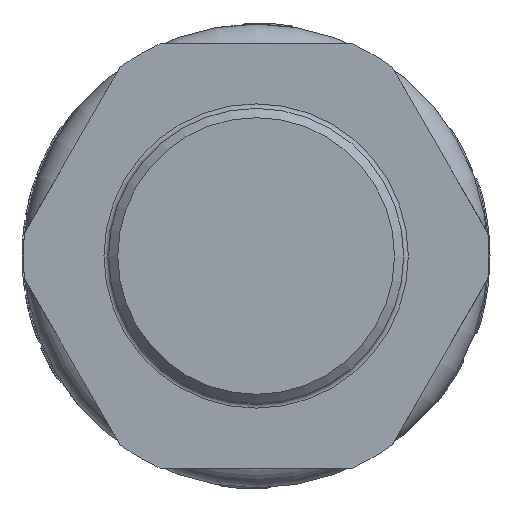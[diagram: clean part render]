
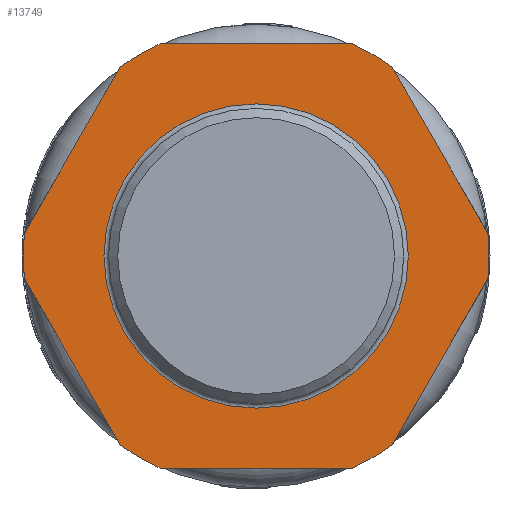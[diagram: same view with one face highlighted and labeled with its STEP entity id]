
A CAD part, left-side view. The second image highlights one B-rep face of the part: STEP entity #13749.
In plain terms, the highlighted planar face has unit normal (-1, 0, 0).
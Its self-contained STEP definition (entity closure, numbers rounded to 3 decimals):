
#1043=LINE('',#28453,#1583);
#1046=LINE('',#28483,#1586);
#1049=LINE('',#28513,#1589);
#1052=LINE('',#28543,#1592);
#1055=LINE('',#28573,#1595);
#1058=LINE('',#28603,#1598);
#1583=VECTOR('',#18750,10.);
#1586=VECTOR('',#18755,10.);
#1589=VECTOR('',#18760,10.);
#1592=VECTOR('',#18765,10.);
#1595=VECTOR('',#18770,10.);
#1598=VECTOR('',#18775,10.);
#2146=FACE_BOUND('',#3854,.T.);
#3043=FACE_OUTER_BOUND('',#3853,.T.);
#3853=EDGE_LOOP('',(#11918,#11919,#11920,#11921,#11922,#11923,#11924,#11925,
#11926,#11927,#11928,#11929));
#3854=EDGE_LOOP('',(#11930));
#4615=CIRCLE('',#15266,25.25);
#4616=CIRCLE('',#15268,25.25);
#4617=CIRCLE('',#15270,25.25);
#4618=CIRCLE('',#15272,25.25);
#4619=CIRCLE('',#15274,25.25);
#4620=CIRCLE('',#15276,25.25);
#4621=CIRCLE('',#15277,16.5);
#5930=VERTEX_POINT('',#28450);
#5931=VERTEX_POINT('',#28452);
#5934=VERTEX_POINT('',#28480);
#5935=VERTEX_POINT('',#28482);
#5938=VERTEX_POINT('',#28510);
#5939=VERTEX_POINT('',#28512);
#5942=VERTEX_POINT('',#28540);
#5943=VERTEX_POINT('',#28542);
#5946=VERTEX_POINT('',#28570);
#5947=VERTEX_POINT('',#28572);
#5950=VERTEX_POINT('',#28600);
#5951=VERTEX_POINT('',#28602);
#5952=VERTEX_POINT('',#28624);
#7917=EDGE_CURVE('',#5931,#5930,#1043,.T.);
#7921=EDGE_CURVE('',#5935,#5934,#1046,.T.);
#7925=EDGE_CURVE('',#5939,#5938,#1049,.T.);
#7929=EDGE_CURVE('',#5943,#5942,#1052,.T.);
#7933=EDGE_CURVE('',#5947,#5946,#1055,.T.);
#7937=EDGE_CURVE('',#5951,#5950,#1058,.T.);
#7945=EDGE_CURVE('',#5951,#5938,#4615,.T.);
#7946=EDGE_CURVE('',#5939,#5942,#4616,.T.);
#7947=EDGE_CURVE('',#5935,#5946,#4617,.T.);
#7948=EDGE_CURVE('',#5943,#5934,#4618,.T.);
#7949=EDGE_CURVE('',#5931,#5950,#4619,.T.);
#7950=EDGE_CURVE('',#5947,#5930,#4620,.T.);
#7951=EDGE_CURVE('',#5952,#5952,#4621,.T.);
#11918=ORIENTED_EDGE('',*,*,#7917,.T.);
#11919=ORIENTED_EDGE('',*,*,#7950,.F.);
#11920=ORIENTED_EDGE('',*,*,#7933,.T.);
#11921=ORIENTED_EDGE('',*,*,#7947,.F.);
#11922=ORIENTED_EDGE('',*,*,#7921,.T.);
#11923=ORIENTED_EDGE('',*,*,#7948,.F.);
#11924=ORIENTED_EDGE('',*,*,#7929,.T.);
#11925=ORIENTED_EDGE('',*,*,#7946,.F.);
#11926=ORIENTED_EDGE('',*,*,#7925,.T.);
#11927=ORIENTED_EDGE('',*,*,#7945,.F.);
#11928=ORIENTED_EDGE('',*,*,#7937,.T.);
#11929=ORIENTED_EDGE('',*,*,#7949,.F.);
#11930=ORIENTED_EDGE('',*,*,#7951,.T.);
#12273=PLANE('',#15275);
#13749=ADVANCED_FACE('',(#3043,#2146),#12273,.T.);
#15266=AXIS2_PLACEMENT_3D('',#28613,#18793,#18794);
#15268=AXIS2_PLACEMENT_3D('',#28615,#18797,#18798);
#15270=AXIS2_PLACEMENT_3D('',#28617,#18801,#18802);
#15272=AXIS2_PLACEMENT_3D('',#28619,#18805,#18806);
#15274=AXIS2_PLACEMENT_3D('',#28621,#18809,#18810);
#15275=AXIS2_PLACEMENT_3D('',#28622,#18811,#18812);
#15276=AXIS2_PLACEMENT_3D('',#28623,#18813,#18814);
#15277=AXIS2_PLACEMENT_3D('',#28625,#18815,#18816);
#18750=DIRECTION('',(0.,0.5,0.866));
#18755=DIRECTION('',(0.,0.5,-0.866));
#18760=DIRECTION('',(0.,-1.,0.));
#18765=DIRECTION('',(0.,-0.5,-0.866));
#18770=DIRECTION('',(0.,1.,0.));
#18775=DIRECTION('',(0.,-0.5,0.866));
#18793=DIRECTION('center_axis',(1.,0.,0.));
#18794=DIRECTION('ref_axis',(0.,-1.,0.));
#18797=DIRECTION('center_axis',(1.,0.,0.));
#18798=DIRECTION('ref_axis',(0.,-1.,0.));
#18801=DIRECTION('center_axis',(1.,0.,0.));
#18802=DIRECTION('ref_axis',(0.,-1.,0.));
#18805=DIRECTION('center_axis',(1.,0.,0.));
#18806=DIRECTION('ref_axis',(0.,-1.,0.));
#18809=DIRECTION('center_axis',(1.,0.,0.));
#18810=DIRECTION('ref_axis',(0.,-1.,0.));
#18811=DIRECTION('center_axis',(-1.,0.,0.));
#18812=DIRECTION('ref_axis',(0.,1.,0.));
#18813=DIRECTION('center_axis',(1.,0.,0.));
#18814=DIRECTION('ref_axis',(0.,-1.,0.));
#18815=DIRECTION('center_axis',(1.,0.,0.));
#18816=DIRECTION('ref_axis',(0.,-1.,0.));
#28450=CARTESIAN_POINT('',(-32.,-14.709,20.523));
#28452=CARTESIAN_POINT('',(-32.,-25.128,2.477));
#28453=CARTESIAN_POINT('',(-32.,-27.99,-2.48));
#28480=CARTESIAN_POINT('',(-32.,25.128,2.477));
#28482=CARTESIAN_POINT('',(-32.,14.709,20.523));
#28483=CARTESIAN_POINT('',(-32.,22.781,6.543));
#28510=CARTESIAN_POINT('',(-32.,-10.419,-23.));
#28512=CARTESIAN_POINT('',(-32.,10.419,-23.));
#28513=CARTESIAN_POINT('',(-32.,5.21,-23.));
#28540=CARTESIAN_POINT('',(-32.,14.709,-20.523));
#28542=CARTESIAN_POINT('',(-32.,25.128,-2.477));
#28543=CARTESIAN_POINT('',(-32.,17.057,-16.457));
#28570=CARTESIAN_POINT('',(-32.,10.419,23.));
#28572=CARTESIAN_POINT('',(-32.,-10.419,23.));
#28573=CARTESIAN_POINT('',(-32.,-5.21,23.));
#28600=CARTESIAN_POINT('',(-32.,-25.128,-2.477));
#28602=CARTESIAN_POINT('',(-32.,-14.709,-20.523));
#28603=CARTESIAN_POINT('',(-32.,-11.847,-25.48));
#28613=CARTESIAN_POINT('Origin',(-32.,0.,
0.));
#28615=CARTESIAN_POINT('Origin',(-32.,0.,
0.));
#28617=CARTESIAN_POINT('Origin',(-32.,0.,
0.));
#28619=CARTESIAN_POINT('Origin',(-32.,0.,
0.));
#28621=CARTESIAN_POINT('Origin',(-32.,0.,
0.));
#28622=CARTESIAN_POINT('Origin',(-32.,0.,
-25.25));
#28623=CARTESIAN_POINT('Origin',(-32.,0.,
0.));
#28624=CARTESIAN_POINT('',(-32.,0.,-16.5));
#28625=CARTESIAN_POINT('Origin',(-32.,0.,
0.));
